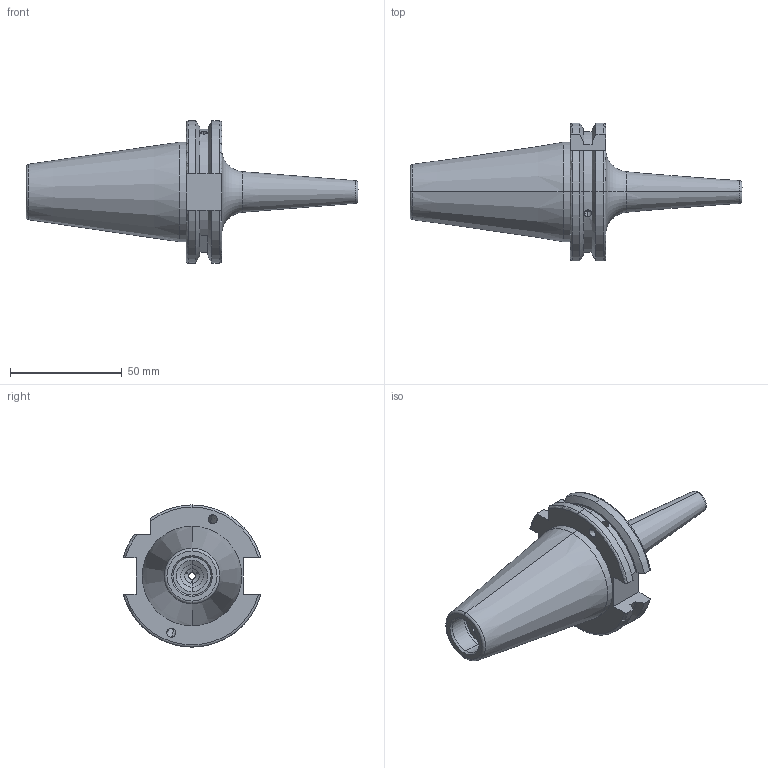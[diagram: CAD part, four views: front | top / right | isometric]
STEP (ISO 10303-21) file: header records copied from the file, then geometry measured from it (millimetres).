
FILE_DESCRIPTION (( 'STEP AP203' ), '1' );
FILE_NAME ('91406-SR403080.STEP', '2022-04-26T12:20:06', ( '' ), ( '' ), 'SwSTEP 2.0', 'SolidWorks 2018', '' );
FILE_SCHEMA (( 'CONFIG_CONTROL_DESIGN' ));
Length unit declared in the file: millimetre
Products named in the file (4): SK40SFK03080FWW; GS-M4X4_DIN 913 - M4 x 4-N; 91406-SR403080
Assembly tree (4 placements, depth 3):
  91406-SR403080
    SK40SFK03080FWW
      SK40SFK03080FWW
      GS-M4X4_DIN 913 - M4 x 4-N  x2
Bounding box: 148.4 x 61.48 x 63.55 mm (x, y, z)
Volume: 112043.2 mm3; surface area: 24776 mm2
Topology: 3 solids, 3 shells, 200 faces, 508 edges, 321 vertices
Faces by surface type: cone 78, cylinder 58, plane 46, torus 14, bspline 4
Entity records: 5495 total; most frequent: CARTESIAN_POINT 1308, DIRECTION 821, ORIENTED_EDGE 776, EDGE_CURVE 388, AXIS2_PLACEMENT_3D 328, VERTEX_POINT 245, EDGE_LOOP 175, CIRCLE 171
